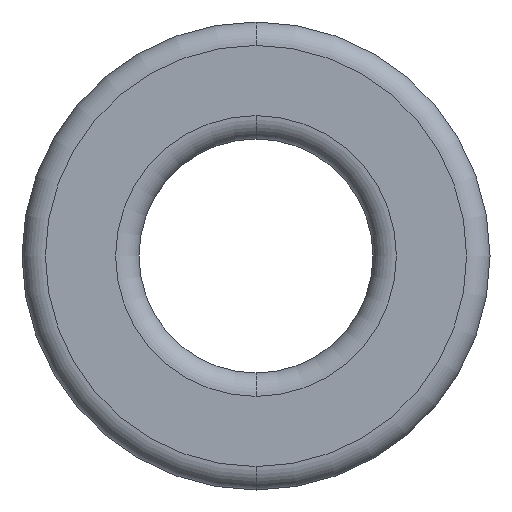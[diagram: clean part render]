
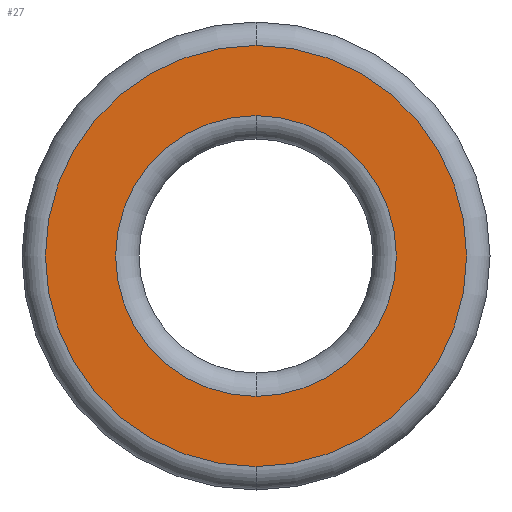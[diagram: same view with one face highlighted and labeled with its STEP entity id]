
A CAD part, front view. The second image highlights one B-rep face of the part: STEP entity #27.
In plain terms, the highlighted planar face has unit normal (0, -1, 0).
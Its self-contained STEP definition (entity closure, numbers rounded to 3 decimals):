
#7 = ORIENTED_EDGE ( 'NONE', *, *, #89, .T. ) ;
#13 = EDGE_LOOP ( 'NONE', ( #307, #7 ) ) ;
#19 = DIRECTION ( 'NONE',  ( 0., 0., 1. ) ) ;
#24 = AXIS2_PLACEMENT_3D ( 'NONE', #393, #51, #53 ) ;
#27 = ADVANCED_FACE ( 'NONE', ( #253, #68 ), #358, .F. ) ;
#45 = DIRECTION ( 'NONE',  ( 0., 1., 0. ) ) ;
#51 = DIRECTION ( 'NONE',  ( 0., 1., 0. ) ) ;
#53 = DIRECTION ( 'NONE',  ( 0., 0., 1. ) ) ;
#58 = VERTEX_POINT ( 'NONE', #269 ) ;
#68 = FACE_OUTER_BOUND ( 'NONE', #353, .T. ) ;
#74 = DIRECTION ( 'NONE',  ( 0., 0., 1. ) ) ;
#86 = AXIS2_PLACEMENT_3D ( 'NONE', #261, #102, #225 ) ;
#89 = EDGE_CURVE ( 'NONE', #308, #248, #291, .T. ) ;
#97 = AXIS2_PLACEMENT_3D ( 'NONE', #181, #336, #19 ) ;
#102 = DIRECTION ( 'NONE',  ( 0., 1., 0. ) ) ;
#125 = VERTEX_POINT ( 'NONE', #266 ) ;
#137 = CIRCLE ( 'NONE', #97, 4.5 ) ;
#181 = CARTESIAN_POINT ( 'NONE',  ( 0., 0., 0. ) ) ;
#197 = CARTESIAN_POINT ( 'NONE',  ( 0., 0., -3. ) ) ;
#219 = CIRCLE ( 'NONE', #314, 4.5 ) ;
#225 = DIRECTION ( 'NONE',  ( 0., 0., 1. ) ) ;
#233 = DIRECTION ( 'NONE',  ( 0., 0., 1. ) ) ;
#238 = DIRECTION ( 'NONE',  ( 0., -1., 0. ) ) ;
#247 = ORIENTED_EDGE ( 'NONE', *, *, #316, .T. ) ;
#248 = VERTEX_POINT ( 'NONE', #286 ) ;
#253 = FACE_BOUND ( 'NONE', #13, .T. ) ;
#261 = CARTESIAN_POINT ( 'NONE',  ( 0., 0., 0. ) ) ;
#266 = CARTESIAN_POINT ( 'NONE',  ( 0., 0., 4.5 ) ) ;
#269 = CARTESIAN_POINT ( 'NONE',  ( 0., 0., -4.5 ) ) ;
#273 = EDGE_CURVE ( 'NONE', #248, #308, #328, .T. ) ;
#276 = ORIENTED_EDGE ( 'NONE', *, *, #323, .T. ) ;
#286 = CARTESIAN_POINT ( 'NONE',  ( 0., 0., 3. ) ) ;
#291 = CIRCLE ( 'NONE', #24, 3. ) ;
#307 = ORIENTED_EDGE ( 'NONE', *, *, #273, .T. ) ;
#308 = VERTEX_POINT ( 'NONE', #197 ) ;
#314 = AXIS2_PLACEMENT_3D ( 'NONE', #322, #238, #233 ) ;
#316 = EDGE_CURVE ( 'NONE', #125, #58, #219, .T. ) ;
#322 = CARTESIAN_POINT ( 'NONE',  ( 0., 0., 0. ) ) ;
#323 = EDGE_CURVE ( 'NONE', #58, #125, #137, .T. ) ;
#327 = AXIS2_PLACEMENT_3D ( 'NONE', #387, #45, #74 ) ;
#328 = CIRCLE ( 'NONE', #86, 3. ) ;
#336 = DIRECTION ( 'NONE',  ( 0., -1., 0. ) ) ;
#353 = EDGE_LOOP ( 'NONE', ( #247, #276 ) ) ;
#358 = PLANE ( 'NONE',  #327 ) ;
#387 = CARTESIAN_POINT ( 'NONE',  ( 0., 0., 0. ) ) ;
#393 = CARTESIAN_POINT ( 'NONE',  ( 0., 0., 0. ) ) ;
